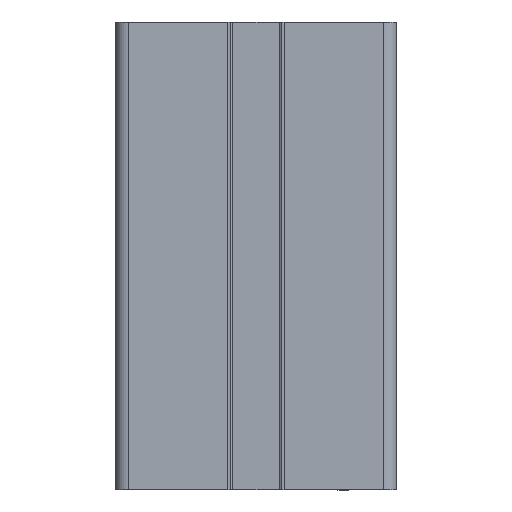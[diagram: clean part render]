
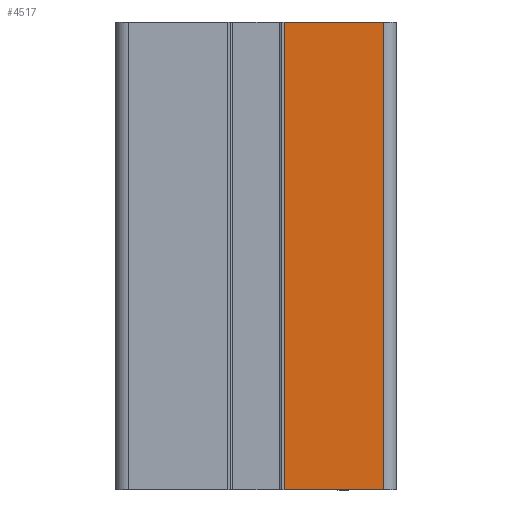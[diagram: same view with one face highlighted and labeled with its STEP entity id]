
A CAD part, front view. The second image highlights one B-rep face of the part: STEP entity #4517.
In plain terms, the highlighted planar face has unit normal (0, -1, 0).
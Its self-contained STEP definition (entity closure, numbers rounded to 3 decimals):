
#129=PLANE('',#4971);
#343=FACE_OUTER_BOUND('',#587,.T.);
#587=EDGE_LOOP('',(#4073,#4074,#4075,#4076));
#643=LINE('',#6404,#1107);
#800=LINE('',#6966,#1264);
#1039=LINE('',#7584,#1503);
#1057=LINE('',#7621,#1521);
#1107=VECTOR('',#5055,10.);
#1264=VECTOR('',#5466,10.);
#1503=VECTOR('',#6181,10.);
#1521=VECTOR('',#6237,10.);
#1788=VERTEX_POINT('',#6401);
#1789=VERTEX_POINT('',#6403);
#2066=VERTEX_POINT('',#6963);
#2067=VERTEX_POINT('',#6965);
#2237=EDGE_CURVE('',#1788,#1789,#643,.T.);
#2518=EDGE_CURVE('',#2066,#2067,#800,.T.);
#2831=EDGE_CURVE('',#1788,#2067,#1039,.T.);
#2849=EDGE_CURVE('',#1789,#2066,#1057,.T.);
#4073=ORIENTED_EDGE('',*,*,#2831,.T.);
#4074=ORIENTED_EDGE('',*,*,#2518,.F.);
#4075=ORIENTED_EDGE('',*,*,#2849,.F.);
#4076=ORIENTED_EDGE('',*,*,#2237,.F.);
#4517=ADVANCED_FACE('',(#343),#129,.T.);
#4971=AXIS2_PLACEMENT_3D('',#7620,#6235,#6236);
#5055=DIRECTION('',(1.,0.,0.));
#5466=DIRECTION('',(-1.,0.,0.));
#6181=DIRECTION('',(0.,0.,-1.));
#6235=DIRECTION('center_axis',(0.,-1.,0.));
#6236=DIRECTION('ref_axis',(1.,0.,0.));
#6237=DIRECTION('',(0.,0.,-1.));
#6401=CARTESIAN_POINT('',(6.,-30.,100.));
#6403=CARTESIAN_POINT('',(27.2,-30.,100.));
#6404=CARTESIAN_POINT('',(30.,-30.,100.));
#6963=CARTESIAN_POINT('',(27.2,-30.,0.));
#6965=CARTESIAN_POINT('',(6.,-30.,0.));
#6966=CARTESIAN_POINT('',(30.,-30.,0.));
#7584=CARTESIAN_POINT('',(6.,-30.,50.));
#7620=CARTESIAN_POINT('Origin',(-30.,-30.,0.));
#7621=CARTESIAN_POINT('',(27.2,-30.,0.));
